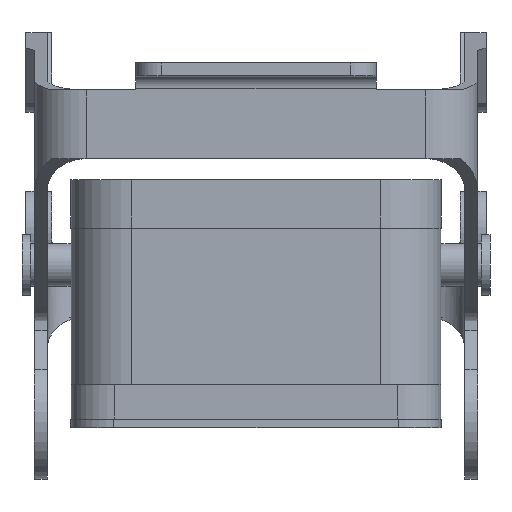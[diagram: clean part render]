
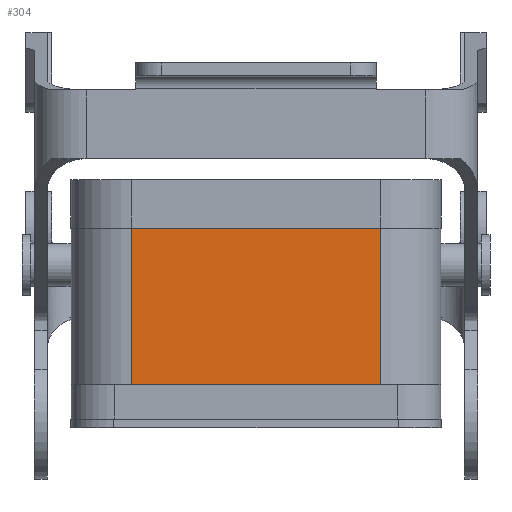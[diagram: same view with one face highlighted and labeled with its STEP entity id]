
A CAD part, left-side view. The second image highlights one B-rep face of the part: STEP entity #304.
In plain terms, the highlighted planar face has unit normal (-1, 0, 0).
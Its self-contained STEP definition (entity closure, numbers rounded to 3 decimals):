
#304 = ADVANCED_FACE( '', ( #735 ), #736, .F. );
#735 = FACE_OUTER_BOUND( '', #1343, .T. );
#736 = PLANE( '', #1344 );
#1343 = EDGE_LOOP( '', ( #2192, #2193, #2194, #2195 ) );
#1344 = AXIS2_PLACEMENT_3D( '', #2196, #2197, #2198 );
#2192 = ORIENTED_EDGE( '', *, *, #3606, .F. );
#2193 = ORIENTED_EDGE( '', *, *, #3370, .T. );
#2194 = ORIENTED_EDGE( '', *, *, #3607, .F. );
#2195 = ORIENTED_EDGE( '', *, *, #3608, .F. );
#2196 = CARTESIAN_POINT( '', ( -46.65, 0., 22.2 ) );
#2197 = DIRECTION( '', ( 1., 0., 0. ) );
#2198 = DIRECTION( '', ( 0., 0., -1. ) );
#3370 = EDGE_CURVE( '', #3979, #3976, #3980, .F. );
#3606 = EDGE_CURVE( '', #3979, #4388, #4389, .T. );
#3607 = EDGE_CURVE( '', #4390, #3976, #4391, .T. );
#3608 = EDGE_CURVE( '', #4388, #4390, #4392, .F. );
#3976 = VERTEX_POINT( '', #4880 );
#3979 = VERTEX_POINT( '', #4883 );
#3980 = LINE( '', #4884, #4885 );
#4388 = VERTEX_POINT( '', #5425 );
#4389 = LINE( '', #5426, #5427 );
#4390 = VERTEX_POINT( '', #5428 );
#4391 = LINE( '', #5429, #5430 );
#4392 = LINE( '', #5431, #5432 );
#4880 = CARTESIAN_POINT( '', ( -46.65, -14.5, 22.2 ) );
#4883 = CARTESIAN_POINT( '', ( -46.65, -14.5, 4. ) );
#4884 = CARTESIAN_POINT( '', ( -46.65, -14.5, 22.2 ) );
#4885 = VECTOR( '', #6072, 1000. );
#5425 = CARTESIAN_POINT( '', ( -46.65, 14.5, 4. ) );
#5426 = CARTESIAN_POINT( '', ( -46.65, -64.4, 4. ) );
#5427 = VECTOR( '', #6388, 1000. );
#5428 = CARTESIAN_POINT( '', ( -46.65, 14.5, 22.2 ) );
#5429 = CARTESIAN_POINT( '', ( -46.65, 0., 22.2 ) );
#5430 = VECTOR( '', #6389, 1000. );
#5431 = CARTESIAN_POINT( '', ( -46.65, 14.5, 22.2 ) );
#5432 = VECTOR( '', #6390, 1000. );
#6072 = DIRECTION( '', ( 0., 0., -1. ) );
#6388 = DIRECTION( '', ( 0., 1., 0. ) );
#6389 = DIRECTION( '', ( 0., -1., 0. ) );
#6390 = DIRECTION( '', ( 0., 0., -1. ) );
